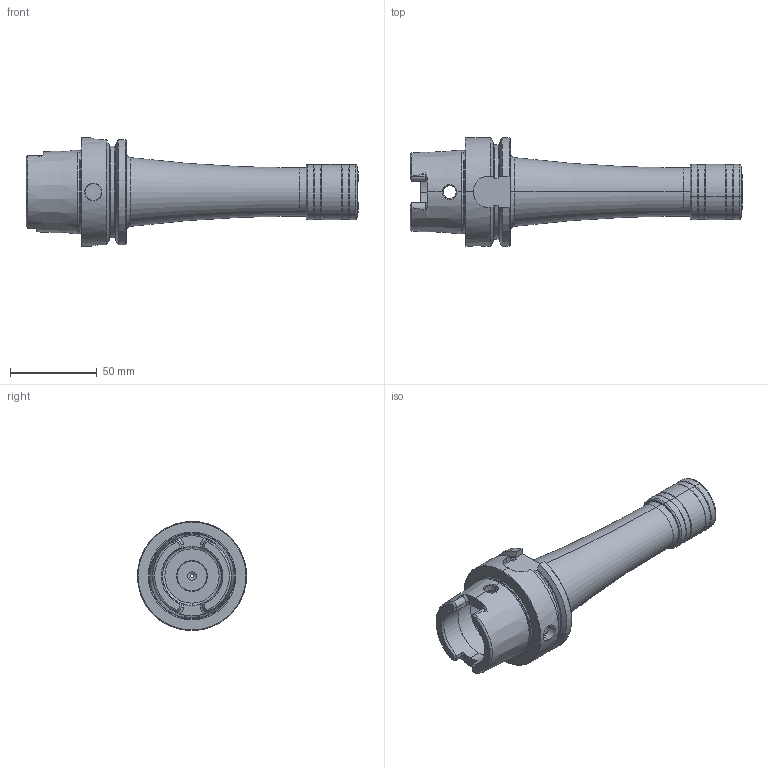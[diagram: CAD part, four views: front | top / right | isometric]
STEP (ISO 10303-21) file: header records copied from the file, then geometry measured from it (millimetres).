
FILE_DESCRIPTION (( 'STEP AP214' ), '1' );
FILE_NAME ('HA6.Go1.K01.160.STEP', '2011-10-06T08:51:31', ( 'SwiAdmin' ), ( '' ), 'SwSTEP 2.0', 'SolidWorks 2011', '' );
FILE_SCHEMA (( 'AUTOMOTIVE_DESIGN' ));
Length unit declared in the file: millimetre
Products named in the file (10): HA6.Go1.K01.160; HA6-Go1.K01.160_C_Fertigbearbeitung; Boden Go1; Feder gross Go1_vorgespannt; Feder klein Go1_gespannt; Federring aussen Go1_gespannt; Federring innen Go1_gespannt; Hülse Go1; Kugel Go1; Einbausatz Go1_gespannt
Assembly tree (11 placements, depth 3):
  HA6.Go1.K01.160
    HA6-Go1.K01.160_C_Fertigbearbeitung
    Einbausatz Go1_gespannt
      Kugel Go1  x3
      Boden Go1
      Feder klein Go1_gespannt
      Federring innen Go1_gespannt
      Feder gross Go1_vorgespannt
      Federring aussen Go1_gespannt
      Hülse Go1
Bounding box: 191.9 x 63 x 63 mm (x, y, z)
Volume: 177549.6 mm3; surface area: 47686.5 mm2
Topology: 10 solids, 10 shells, 386 faces, 957 edges, 581 vertices
Faces by surface type: cylinder 119, plane 89, torus 85, cone 66, bspline 21, sphere 6
Entity records: 21452 total; most frequent: CARTESIAN_POINT 11091, ORIENTED_EDGE 1844, DIRECTION 1828, EDGE_CURVE 922, AXIS2_PLACEMENT_3D 780, VERTEX_POINT 560, EDGE_LOOP 408, CIRCLE 404
